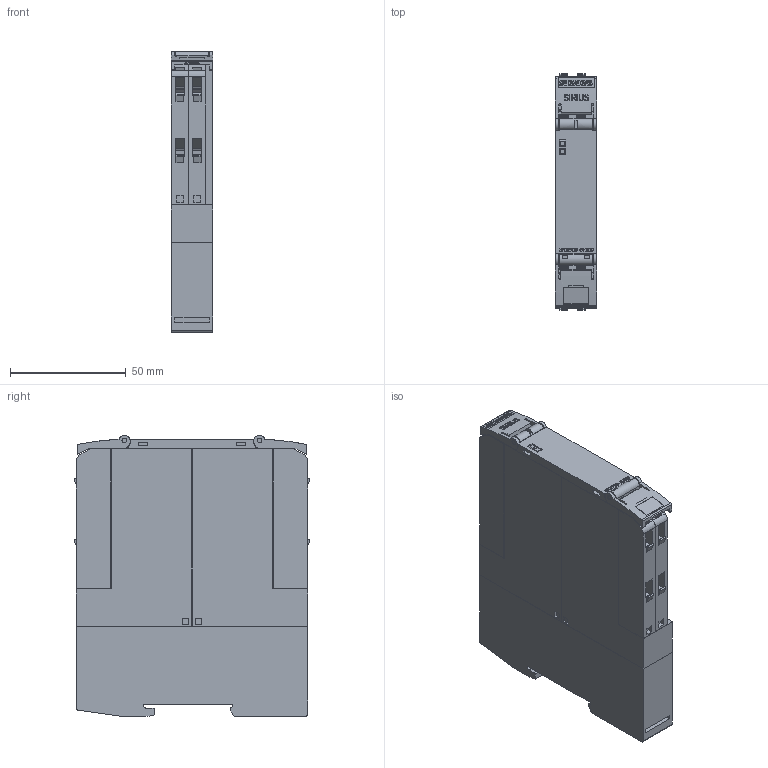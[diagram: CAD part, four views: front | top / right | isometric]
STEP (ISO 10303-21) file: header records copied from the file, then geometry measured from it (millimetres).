
FILE_DESCRIPTION(('STEP AP214'),'1');
FILE_NAME('cctmp_55816833-377A-4024-8F37-085101B8D5A3_2023_07_21_09_56_01_0022..stp','2023-07-21T07:56:02',('SIEMENS A&D'),('CADClick - www.CADClick.com'),'Spatial InterOp 3D postprocessed',' ','unknown authorization');
FILE_SCHEMA(('AUTOMOTIVE_DESIGN'));
Length unit declared in the file: millimetre
Products named in the file (1): 2023_07_21_09_56_00_0990
Bounding box: 17.85 x 101.96 x 121.42 mm (x, y, z)
Volume: 197624.2 mm3; surface area: 48444.7 mm2
Topology: 1 solids, 1 shells, 1371 faces, 3868 edges, 2568 vertices
Faces by surface type: plane 1164, cylinder 191, torus 16
Entity records: 48535 total; most frequent: CARTESIAN_POINT 8446, ORIENTED_EDGE 7728, DIRECTION 7043, EDGE_CURVE 3864, LINE 3285, VECTOR 3285, VERTEX_POINT 2568, AXIS2_PLACEMENT_3D 1879
